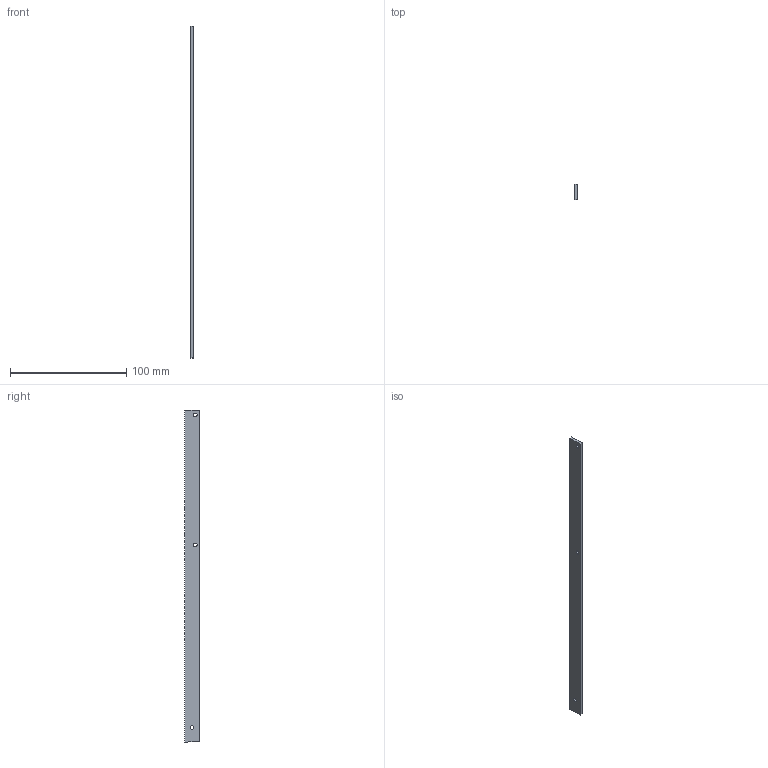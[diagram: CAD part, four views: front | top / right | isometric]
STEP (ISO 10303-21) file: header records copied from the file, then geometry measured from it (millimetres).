
FILE_DESCRIPTION(/* description */ ('Alibre Inc.'),/* implementation_level */ '2;1');
FILE_NAME(/* name */ 'export-76AFABA6-E5C5-45D4-A702-2017FBAD92E1',/* time_stamp */ '2021-10-30T10:34:23-04:00',/* author */ (''),/* organization */ (''),/* preprocessor_version */ 'ST-DEVELOPER v17',/* originating_system */ 'Alibre',/* authorisation */ '');
FILE_SCHEMA (('AUTOMOTIVE_DESIGN'));
Length unit declared in the file: millimetre
Bounding box: 2.39 x 12.7 x 285 mm (x, y, z)
Volume: 8585.2 mm3; surface area: 8684.5 mm2
Topology: 1 solids, 1 shells, 9 faces, 21 edges, 14 vertices
Faces by surface type: plane 6, cylinder 3
Full cylindrical faces by diameter (mm): 3.175 x3
Entity records: 267 total; most frequent: CARTESIAN_POINT 41, ORIENTED_EDGE 36, DIRECTION 36, EDGE_CURVE 18, EDGE_LOOP 18, FACE_BOUND 18, AXIS2_PLACEMENT_3D 15, VERTEX_POINT 14
